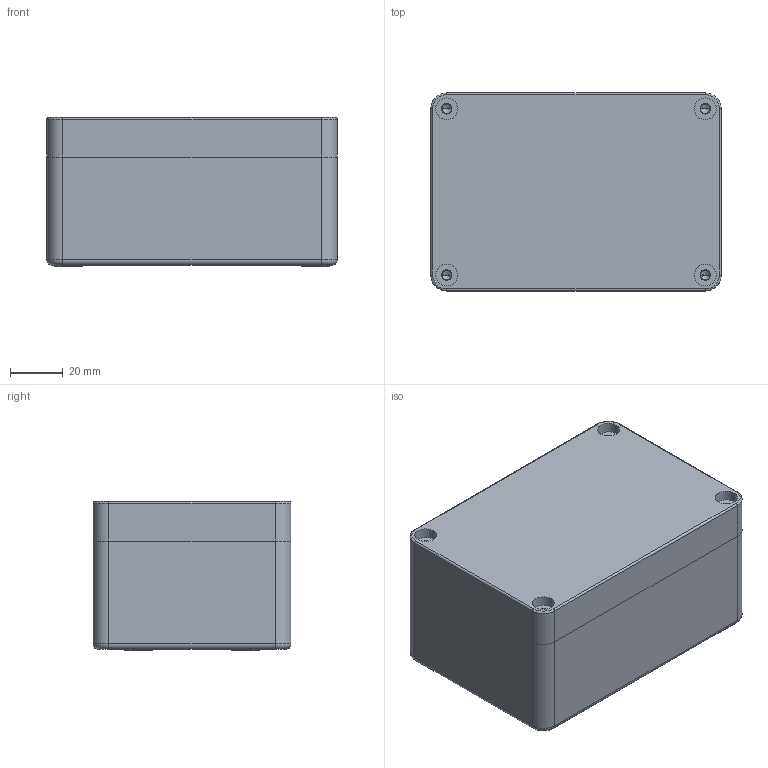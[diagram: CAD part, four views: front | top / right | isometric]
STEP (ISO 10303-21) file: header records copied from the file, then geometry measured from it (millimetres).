
FILE_DESCRIPTION((''),'2;1');
FILE_NAME('MGRP081106_ASM','2018-06-07T',('kjell_andersson'),(''),'CREO PARAMETRIC BY PTC INC, 2015290','CREO PARAMETRIC BY PTC INC, 2015290','');
FILE_SCHEMA(('AUTOMOTIVE_DESIGN { 1 0 10303 214 1 1 1 1 }'));
Length unit declared in the file: millimetre
Products named in the file (3): MGRP081104B; MGRP081102L; MGRP081106_ASM
Assembly tree (2 placements, depth 2):
  MGRP081106_ASM
    MGRP081104B
    MGRP081102L
Bounding box: 110 x 75 x 56.5 mm (x, y, z)
Volume: 183358.2 mm3; surface area: 75105.3 mm2
Topology: 2 solids, 2 shells, 276 faces, 696 edges, 430 vertices
Faces by surface type: cylinder 132, plane 92, cone 32, torus 20
Entity records: 12713 total; most frequent: DIRECTION 1542, CARTESIAN_POINT 1394, ORIENTED_EDGE 1352, PRESENTATION_STYLE_ASSIGNMENT 678, STYLED_ITEM 678, CURVE_STYLE 676, EDGE_CURVE 676, AXIS2_PLACEMENT_3D 585
